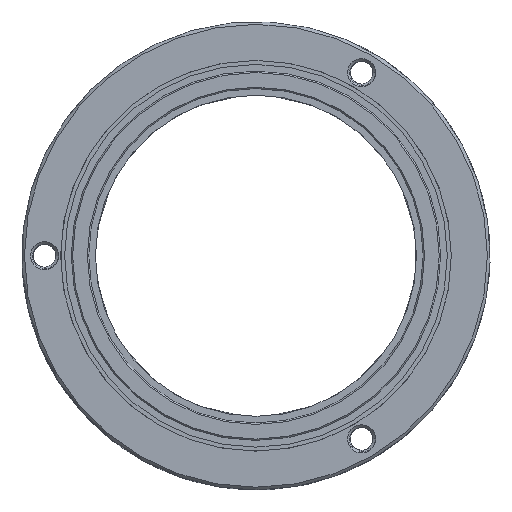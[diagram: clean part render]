
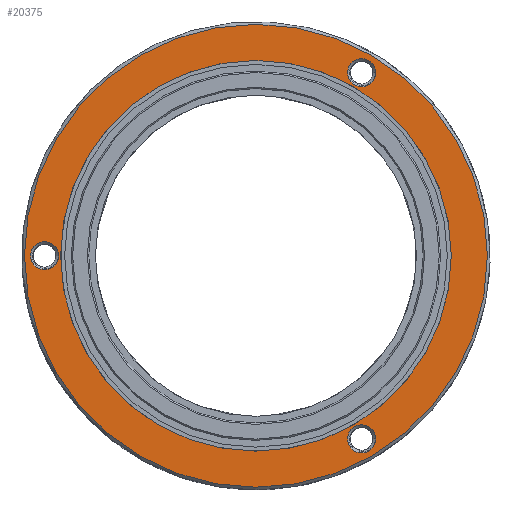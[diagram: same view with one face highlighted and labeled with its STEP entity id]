
A CAD part, left-side view. The second image highlights one B-rep face of the part: STEP entity #20375.
In plain terms, the highlighted planar face has unit normal (-1, 0, 0).
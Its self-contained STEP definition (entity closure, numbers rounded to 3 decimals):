
#199 = ORIENTED_EDGE ( 'NONE', *, *, #1051, .T. ) ;
#274 = DIRECTION ( 'NONE',  ( -1., 0., 0. ) ) ;
#451 = DIRECTION ( 'NONE',  ( -1., 0., 0. ) ) ;
#580 = DIRECTION ( 'NONE',  ( 0., 0., -1. ) ) ;
#929 = AXIS2_PLACEMENT_3D ( 'NONE', #3205, #20071, #12550 ) ;
#1051 = EDGE_CURVE ( 'NONE', #13332, #13332, #11703, .T. ) ;
#1119 = CARTESIAN_POINT ( 'NONE',  ( 8., 0., 14.6 ) ) ;
#1212 = CIRCLE ( 'NONE', #8970, 1.05 ) ;
#1962 = AXIS2_PLACEMENT_3D ( 'NONE', #22867, #13653, #21039 ) ;
#3205 = CARTESIAN_POINT ( 'NONE',  ( 8., -7.9, -13.683 ) ) ;
#3279 = DIRECTION ( 'NONE',  ( 1., 0., 0. ) ) ;
#3637 = CIRCLE ( 'NONE', #21848, 14.6 ) ;
#3923 = DIRECTION ( 'NONE',  ( 1., 0., 0. ) ) ;
#5063 = EDGE_LOOP ( 'NONE', ( #199 ) ) ;
#6502 = EDGE_LOOP ( 'NONE', ( #11690 ) ) ;
#6586 = VERTEX_POINT ( 'NONE', #12154 ) ;
#7133 = ORIENTED_EDGE ( 'NONE', *, *, #10708, .F. ) ;
#7794 = DIRECTION ( 'NONE',  ( 0., 0., 1. ) ) ;
#8069 = FACE_BOUND ( 'NONE', #6502, .T. ) ;
#8400 = VERTEX_POINT ( 'NONE', #15809 ) ;
#8970 = AXIS2_PLACEMENT_3D ( 'NONE', #11186, #3923, #11301 ) ;
#9266 = EDGE_LOOP ( 'NONE', ( #17603 ) ) ;
#9765 = CARTESIAN_POINT ( 'NONE',  ( 8., 0., 0. ) ) ;
#9866 = FACE_OUTER_BOUND ( 'NONE', #5063, .T. ) ;
#10189 = VERTEX_POINT ( 'NONE', #22967 ) ;
#10708 = EDGE_CURVE ( 'NONE', #21257, #21257, #3637, .T. ) ;
#11081 = EDGE_LOOP ( 'NONE', ( #20999 ) ) ;
#11186 = CARTESIAN_POINT ( 'NONE',  ( 8., -7.9, 13.683 ) ) ;
#11301 = DIRECTION ( 'NONE',  ( 0., 0., -1. ) ) ;
#11404 = CARTESIAN_POINT ( 'NONE',  ( 8., 0., 0. ) ) ;
#11690 = ORIENTED_EDGE ( 'NONE', *, *, #15183, .T. ) ;
#11703 = CIRCLE ( 'NONE', #22179, 17.3 ) ;
#12154 = CARTESIAN_POINT ( 'NONE',  ( 8., -7.9, -14.733 ) ) ;
#12550 = DIRECTION ( 'NONE',  ( 0., 0., -1. ) ) ;
#13332 = VERTEX_POINT ( 'NONE', #18666 ) ;
#13417 = FACE_BOUND ( 'NONE', #11081, .T. ) ;
#13653 = DIRECTION ( 'NONE',  ( 1., 0., 0. ) ) ;
#14450 = CIRCLE ( 'NONE', #929, 1.05 ) ;
#15096 = EDGE_LOOP ( 'NONE', ( #7133 ) ) ;
#15183 = EDGE_CURVE ( 'NONE', #10189, #10189, #16500, .T. ) ;
#15469 = FACE_BOUND ( 'NONE', #15096, .T. ) ;
#15673 = DIRECTION ( 'NONE',  ( 0., 0., -1. ) ) ;
#15809 = CARTESIAN_POINT ( 'NONE',  ( 8., -7.9, 12.633 ) ) ;
#16101 = AXIS2_PLACEMENT_3D ( 'NONE', #17845, #3279, #15673 ) ;
#16500 = CIRCLE ( 'NONE', #16101, 1.05 ) ;
#17603 = ORIENTED_EDGE ( 'NONE', *, *, #22264, .T. ) ;
#17845 = CARTESIAN_POINT ( 'NONE',  ( 8., 15.8, 0. ) ) ;
#18666 = CARTESIAN_POINT ( 'NONE',  ( 8., 0., -17.3 ) ) ;
#20071 = DIRECTION ( 'NONE',  ( 1., 0., 0. ) ) ;
#20375 = ADVANCED_FACE ( 'NONE', ( #9866, #22634, #13417, #8069, #15469 ), #20921, .F. ) ;
#20921 = PLANE ( 'NONE',  #1962 ) ;
#20999 = ORIENTED_EDGE ( 'NONE', *, *, #21524, .T. ) ;
#21039 = DIRECTION ( 'NONE',  ( 0., 0., -1. ) ) ;
#21257 = VERTEX_POINT ( 'NONE', #1119 ) ;
#21524 = EDGE_CURVE ( 'NONE', #8400, #8400, #1212, .T. ) ;
#21848 = AXIS2_PLACEMENT_3D ( 'NONE', #11404, #274, #7794 ) ;
#22179 = AXIS2_PLACEMENT_3D ( 'NONE', #9765, #451, #580 ) ;
#22264 = EDGE_CURVE ( 'NONE', #6586, #6586, #14450, .T. ) ;
#22634 = FACE_BOUND ( 'NONE', #9266, .T. ) ;
#22867 = CARTESIAN_POINT ( 'NONE',  ( 8., 17.5, 0. ) ) ;
#22967 = CARTESIAN_POINT ( 'NONE',  ( 8., 15.8, -1.05 ) ) ;
